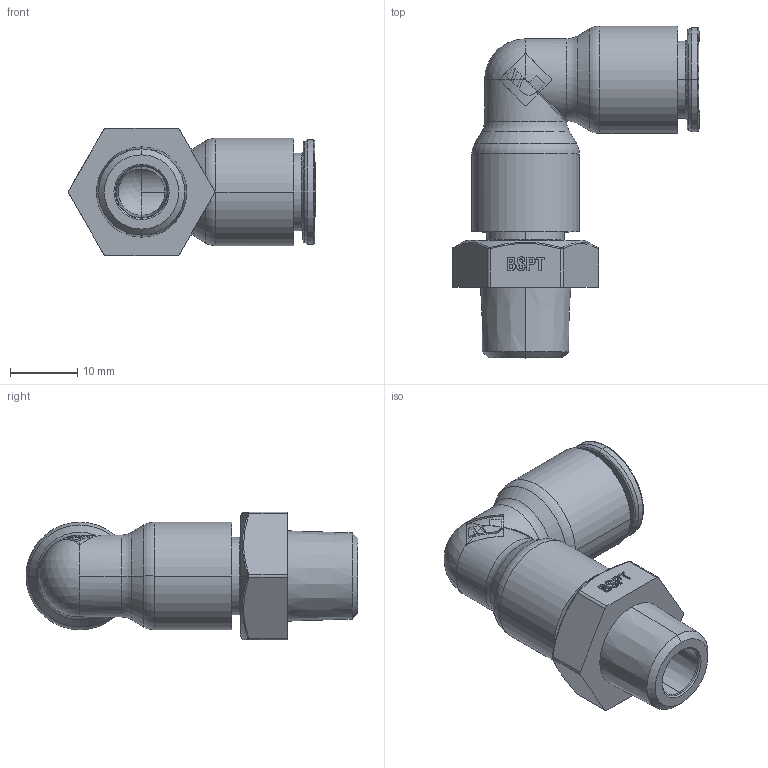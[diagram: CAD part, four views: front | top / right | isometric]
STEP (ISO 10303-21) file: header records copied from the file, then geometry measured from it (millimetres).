
FILE_DESCRIPTION(('STEP AP214'),'1');
FILE_NAME('6879_10_13.stp','2016-07-07T14:48:35',('TraceParts'),('TraceParts S.A.'),'Spatial InterOp 3D',' ',' ');
FILE_SCHEMA(('automotive_design'));
Length unit declared in the file: millimetre
Products named in the file (12): 6879 10 13|44110-19_ASM_2103#44110-19_ASM|44110-32_2099#44110-32;Solide1; 6879 10 13|44110-19_ASM_2103#44110-19_ASM|44110_2100#44110;Solide1; 6879 10 13|44110-19_ASM_2103#44110-19_ASM|44110-30_2101#44110-30;Solide1; 6879 10 13|44110-19_ASM_2103#44110-19_ASM|44110-40_2102#44110-40;Solide1; 6879 10 13|44110-19_ASM_2104#44110-19_ASM|44110-32_2099#44110-32;Solide1; 6879 10 13|44110-19_ASM_2104#44110-19_ASM|44110_2100#44110;Solide1; 6879 10 13|44110-19_ASM_2104#44110-19_ASM|44110-30_2101#44110-30;Solide1; 6879 10 13|44110-19_ASM_2104#44110-19_ASM|44110-40_2102#44110-40;Solide1; 6879 10 13|44520-02_2098#44520-02;Solide1; 6879 10 13|44110-11-10-ASM_2105#44110-11-10-ASM;Solide1; 6879 10 13|44110-11-10-ASM_2106#44110-11-10-ASM;Solide1; 6879 10 13|44520-57_RAINURE_2107#44520-57_RAINURE;Solide1
Bounding box: 36.79 x 49.4 x 19 mm (x, y, z)
Volume: 7297.7 mm3; surface area: 11815 mm2
Topology: 12 solids, 12 shells, 1505 faces, 3869 edges, 2441 vertices
Faces by surface type: plane 624, bspline 251, cylinder 248, torus 190, cone 184, sphere 8
Entity records: 67398 total; most frequent: CARTESIAN_POINT 19214, ORIENTED_EDGE 7738, DIRECTION 7143, EDGE_CURVE 3869, AXIS2_PLACEMENT_3D 2493, VERTEX_POINT 2441, LINE 2157, VECTOR 2157
